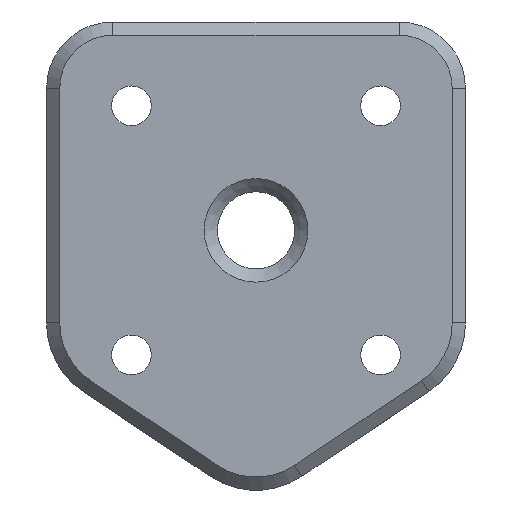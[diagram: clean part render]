
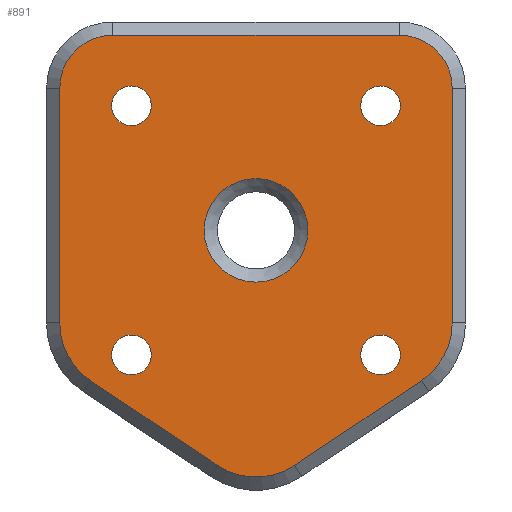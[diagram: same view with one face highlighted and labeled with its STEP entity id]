
A CAD part, front view. The second image highlights one B-rep face of the part: STEP entity #891.
In plain terms, the highlighted planar face has unit normal (0, -1, 0).
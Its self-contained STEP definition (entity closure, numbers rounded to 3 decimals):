
#37=FACE_BOUND('',#130,.T.);
#38=FACE_BOUND('',#131,.T.);
#39=FACE_BOUND('',#132,.T.);
#40=FACE_BOUND('',#133,.T.);
#41=FACE_BOUND('',#134,.T.);
#49=PLANE('',#960);
#76=FACE_OUTER_BOUND('',#129,.T.);
#129=EDGE_LOOP('',(#623,#624,#625,#626,#627,#628,#629,#630,#631,#632));
#130=EDGE_LOOP('',(#633));
#131=EDGE_LOOP('',(#634));
#132=EDGE_LOOP('',(#635));
#133=EDGE_LOOP('',(#636));
#134=EDGE_LOOP('',(#637));
#194=LINE('',#1356,#275);
#195=LINE('',#1360,#276);
#196=LINE('',#1364,#277);
#197=LINE('',#1368,#278);
#198=LINE('',#1372,#279);
#275=VECTOR('',#1070,10.);
#276=VECTOR('',#1073,10.);
#277=VECTOR('',#1076,10.);
#278=VECTOR('',#1079,10.);
#279=VECTOR('',#1082,10.);
#355=CIRCLE('',#958,2.35);
#357=CIRCLE('',#961,3.15);
#358=CIRCLE('',#962,3.15);
#359=CIRCLE('',#963,3.15);
#360=CIRCLE('',#964,2.4);
#361=CIRCLE('',#965,2.4);
#362=CIRCLE('',#966,0.9);
#363=CIRCLE('',#967,0.9);
#364=CIRCLE('',#968,0.9);
#365=CIRCLE('',#969,0.9);
#404=VERTEX_POINT('',#1348);
#406=VERTEX_POINT('',#1354);
#407=VERTEX_POINT('',#1355);
#408=VERTEX_POINT('',#1357);
#409=VERTEX_POINT('',#1359);
#410=VERTEX_POINT('',#1361);
#411=VERTEX_POINT('',#1363);
#412=VERTEX_POINT('',#1365);
#413=VERTEX_POINT('',#1367);
#414=VERTEX_POINT('',#1369);
#415=VERTEX_POINT('',#1371);
#416=VERTEX_POINT('',#1374);
#417=VERTEX_POINT('',#1376);
#418=VERTEX_POINT('',#1378);
#419=VERTEX_POINT('',#1380);
#487=EDGE_CURVE('',#404,#404,#355,.T.);
#490=EDGE_CURVE('',#406,#407,#194,.T.);
#491=EDGE_CURVE('',#408,#406,#357,.T.);
#492=EDGE_CURVE('',#409,#408,#195,.T.);
#493=EDGE_CURVE('',#410,#409,#358,.T.);
#494=EDGE_CURVE('',#411,#410,#196,.T.);
#495=EDGE_CURVE('',#412,#411,#359,.T.);
#496=EDGE_CURVE('',#413,#412,#197,.T.);
#497=EDGE_CURVE('',#414,#413,#360,.T.);
#498=EDGE_CURVE('',#415,#414,#198,.T.);
#499=EDGE_CURVE('',#407,#415,#361,.T.);
#500=EDGE_CURVE('',#416,#416,#362,.T.);
#501=EDGE_CURVE('',#417,#417,#363,.T.);
#502=EDGE_CURVE('',#418,#418,#364,.T.);
#503=EDGE_CURVE('',#419,#419,#365,.T.);
#623=ORIENTED_EDGE('',*,*,#490,.F.);
#624=ORIENTED_EDGE('',*,*,#491,.F.);
#625=ORIENTED_EDGE('',*,*,#492,.F.);
#626=ORIENTED_EDGE('',*,*,#493,.F.);
#627=ORIENTED_EDGE('',*,*,#494,.F.);
#628=ORIENTED_EDGE('',*,*,#495,.F.);
#629=ORIENTED_EDGE('',*,*,#496,.F.);
#630=ORIENTED_EDGE('',*,*,#497,.F.);
#631=ORIENTED_EDGE('',*,*,#498,.F.);
#632=ORIENTED_EDGE('',*,*,#499,.F.);
#633=ORIENTED_EDGE('',*,*,#500,.T.);
#634=ORIENTED_EDGE('',*,*,#501,.T.);
#635=ORIENTED_EDGE('',*,*,#502,.T.);
#636=ORIENTED_EDGE('',*,*,#503,.T.);
#637=ORIENTED_EDGE('',*,*,#487,.F.);
#891=ADVANCED_FACE('',(#76,#37,#38,#39,#40,#41),#49,.T.);
#958=AXIS2_PLACEMENT_3D('',#1349,#1063,#1064);
#960=AXIS2_PLACEMENT_3D('',#1353,#1068,#1069);
#961=AXIS2_PLACEMENT_3D('',#1358,#1071,#1072);
#962=AXIS2_PLACEMENT_3D('',#1362,#1074,#1075);
#963=AXIS2_PLACEMENT_3D('',#1366,#1077,#1078);
#964=AXIS2_PLACEMENT_3D('',#1370,#1080,#1081);
#965=AXIS2_PLACEMENT_3D('',#1373,#1083,#1084);
#966=AXIS2_PLACEMENT_3D('',#1375,#1085,#1086);
#967=AXIS2_PLACEMENT_3D('',#1377,#1087,#1088);
#968=AXIS2_PLACEMENT_3D('',#1379,#1089,#1090);
#969=AXIS2_PLACEMENT_3D('',#1381,#1091,#1092);
#1063=DIRECTION('center_axis',(0.,-1.,0.));
#1064=DIRECTION('ref_axis',(-1.,0.,0.));
#1068=DIRECTION('center_axis',(0.,-1.,0.));
#1069=DIRECTION('ref_axis',(1.,0.,0.));
#1070=DIRECTION('',(0.,0.,1.));
#1071=DIRECTION('center_axis',(0.,1.,0.));
#1072=DIRECTION('ref_axis',(-0.882,0.,-0.471));
#1073=DIRECTION('',(-0.832,0.,0.555));
#1074=DIRECTION('center_axis',(0.,1.,0.));
#1075=DIRECTION('ref_axis',(0.,0.,-1.));
#1076=DIRECTION('',(-0.832,0.,-0.555));
#1077=DIRECTION('center_axis',(0.,1.,0.));
#1078=DIRECTION('ref_axis',(0.882,0.,-0.471));
#1079=DIRECTION('',(0.,0.,-1.));
#1080=DIRECTION('center_axis',(0.,1.,0.));
#1081=DIRECTION('ref_axis',(0.707,0.,0.707));
#1082=DIRECTION('',(1.,0.,0.));
#1083=DIRECTION('center_axis',(0.,1.,0.));
#1084=DIRECTION('ref_axis',(-0.707,0.,0.707));
#1085=DIRECTION('center_axis',(0.,1.,0.));
#1086=DIRECTION('ref_axis',(1.,0.,0.));
#1087=DIRECTION('center_axis',(0.,1.,0.));
#1088=DIRECTION('ref_axis',(1.,0.,0.));
#1089=DIRECTION('center_axis',(0.,1.,0.));
#1090=DIRECTION('ref_axis',(1.,0.,0.));
#1091=DIRECTION('center_axis',(0.,1.,0.));
#1092=DIRECTION('ref_axis',(1.,0.,0.));
#1348=CARTESIAN_POINT('',(2.35,-2.,0.));
#1349=CARTESIAN_POINT('Origin',(0.,-2.,0.));
#1353=CARTESIAN_POINT('Origin',(0.,-2.,-1.55));
#1354=CARTESIAN_POINT('',(-8.9,-2.,-4.2));
#1355=CARTESIAN_POINT('',(-8.9,-2.,6.45));
#1356=CARTESIAN_POINT('',(-8.9,-2.,3.95));
#1357=CARTESIAN_POINT('',(-7.499,-2.,-6.82));
#1358=CARTESIAN_POINT('Origin',(-5.75,-2.,-4.2));
#1359=CARTESIAN_POINT('',(-1.749,-2.,-10.66));
#1360=CARTESIAN_POINT('',(-6.957,-2.,-7.182));
#1361=CARTESIAN_POINT('',(1.749,-2.,-10.66));
#1362=CARTESIAN_POINT('Origin',(0.,-2.,-8.041));
#1363=CARTESIAN_POINT('',(7.499,-2.,-6.82));
#1364=CARTESIAN_POINT('',(2.207,-2.,-10.355));
#1365=CARTESIAN_POINT('',(8.9,-2.,-4.2));
#1366=CARTESIAN_POINT('Origin',(5.75,-2.,-4.2));
#1367=CARTESIAN_POINT('',(8.9,-2.,6.45));
#1368=CARTESIAN_POINT('',(8.9,-2.,-3.878));
#1369=CARTESIAN_POINT('',(6.5,-2.,8.85));
#1370=CARTESIAN_POINT('Origin',(6.5,-2.,6.45));
#1371=CARTESIAN_POINT('',(-6.5,-2.,8.85));
#1372=CARTESIAN_POINT('',(4.75,-2.,8.85));
#1373=CARTESIAN_POINT('Origin',(-6.5,-2.,6.45));
#1374=CARTESIAN_POINT('',(-6.55,-2.,-5.65));
#1375=CARTESIAN_POINT('Origin',(-5.65,-2.,-5.65));
#1376=CARTESIAN_POINT('',(-6.55,-2.,5.65));
#1377=CARTESIAN_POINT('Origin',(-5.65,-2.,5.65));
#1378=CARTESIAN_POINT('',(4.75,-2.,-5.65));
#1379=CARTESIAN_POINT('Origin',(5.65,-2.,-5.65));
#1380=CARTESIAN_POINT('',(4.75,-2.,5.65));
#1381=CARTESIAN_POINT('Origin',(5.65,-2.,5.65));
